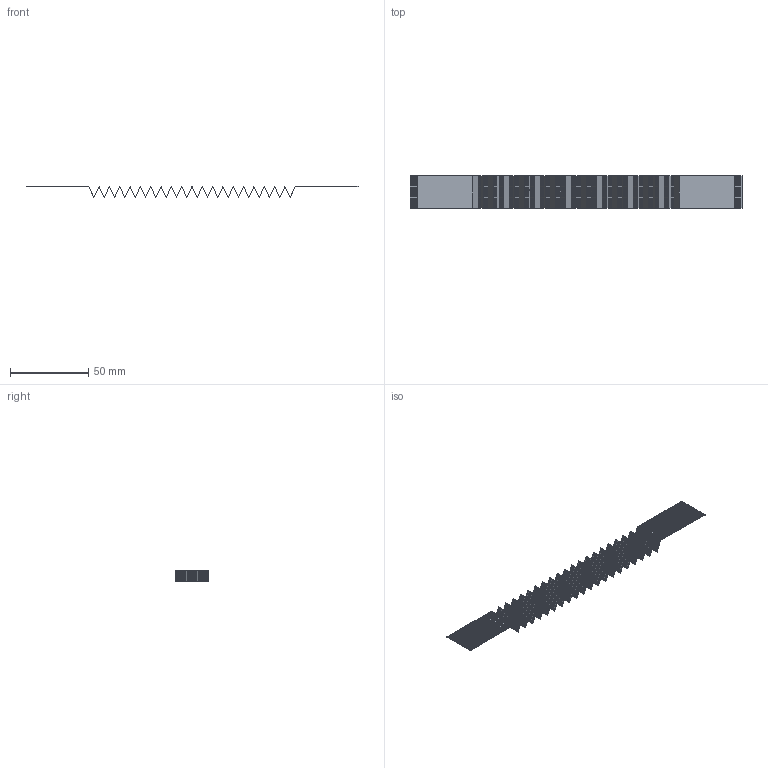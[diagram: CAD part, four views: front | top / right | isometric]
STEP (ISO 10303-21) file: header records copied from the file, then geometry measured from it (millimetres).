
FILE_DESCRIPTION(/* description */ ('Unknown'),/* implementation_level */ '2;1');
FILE_NAME(/* name */ '686620141001',/* time_stamp */ '2020-12-14T10:39:55+01:00',/* author */ ('Unknown'),/* organization */ ('Unknown'),/* preprocessor_version */ 'ST-DEVELOPER v16.7',/* originating_system */ 'DEX',/* authorisation */ $);
FILE_SCHEMA (('AUTOMOTIVE_DESIGN {1 0 10303 214 3 1 1}'));
Products named in the file (2): 6866xx141001; 686620141001
Assembly tree (1 placements, depth 2):
  6866xx141001
    686620141001
Bounding box: 211.96 x 21 x 7.5 mm (x, y, z)
Volume: 667.6 mm3; surface area: 28402.8 mm2
Topology: 1 solids, 1 shells, 1864 faces, 5618 edges, 3716 vertices
Faces by surface type: plane 1864
Entity records: 75719 total; most frequent: CARTESIAN_POINT 11320, ORIENTED_EDGE 11236, DIRECTION 9310, EDGE_CURVE 5618, LINE 5578, VECTOR 5578, VERTEX_POINT 3716, AXIS2_PLACEMENT_3D 1866
